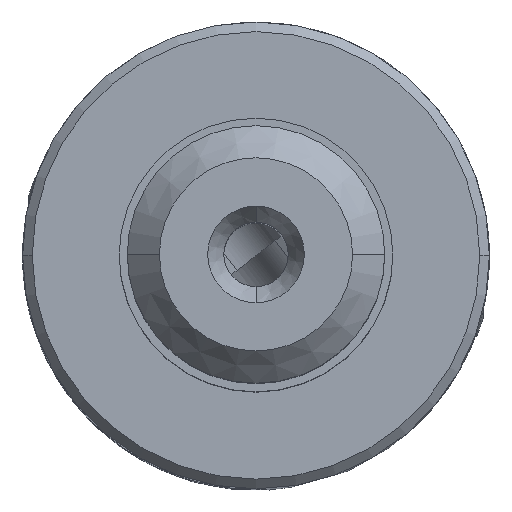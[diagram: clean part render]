
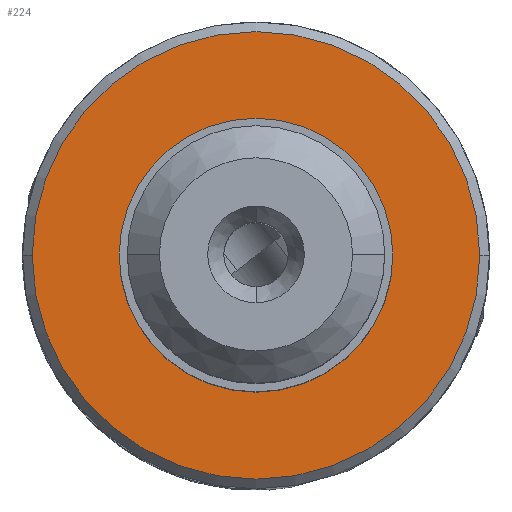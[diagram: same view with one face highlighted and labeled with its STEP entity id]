
A CAD part, top view. The second image highlights one B-rep face of the part: STEP entity #224.
In plain terms, the highlighted planar face has unit normal (0, 0, 1).
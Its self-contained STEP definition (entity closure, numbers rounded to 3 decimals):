
#91=FACE_BOUND('',#798,.T.);
#92=FACE_BOUND('',#799,.T.);
#158=PLANE('',#4608);
#224=ADVANCED_FACE('',(#91,#92),#158,.T.);
#798=EDGE_LOOP('',(#1601,#1602,#1603,#1604));
#799=EDGE_LOOP('',(#1605,#1606));
#1110=CIRCLE('',#4601,6.95);
#1111=CIRCLE('',#4602,6.95);
#1112=CIRCLE('',#4604,6.95);
#1113=CIRCLE('',#4605,6.95);
#1114=CIRCLE('',#4606,4.25);
#1115=CIRCLE('',#4607,4.25);
#1601=ORIENTED_EDGE('',*,*,#3406,.F.);
#1602=ORIENTED_EDGE('',*,*,#3407,.F.);
#1603=ORIENTED_EDGE('',*,*,#3405,.F.);
#1604=ORIENTED_EDGE('',*,*,#3404,.F.);
#1605=ORIENTED_EDGE('',*,*,#3408,.F.);
#1606=ORIENTED_EDGE('',*,*,#3409,.F.);
#2940=VERTEX_POINT('',#6837);
#2941=VERTEX_POINT('',#6839);
#2942=VERTEX_POINT('',#6841);
#2943=VERTEX_POINT('',#6845);
#2944=VERTEX_POINT('',#6848);
#2945=VERTEX_POINT('',#6849);
#3404=EDGE_CURVE('',#2941,#2942,#1110,.T.);
#3405=EDGE_CURVE('',#2942,#2940,#1111,.T.);
#3406=EDGE_CURVE('',#2943,#2941,#1112,.T.);
#3407=EDGE_CURVE('',#2940,#2943,#1113,.T.);
#3408=EDGE_CURVE('',#2944,#2945,#1114,.T.);
#3409=EDGE_CURVE('',#2945,#2944,#1115,.T.);
#4601=AXIS2_PLACEMENT_3D('',#6840,#5194,#5195);
#4602=AXIS2_PLACEMENT_3D('',#6842,#5196,#5197);
#4604=AXIS2_PLACEMENT_3D('',#6844,#5200,#5201);
#4605=AXIS2_PLACEMENT_3D('',#6846,#5202,#5203);
#4606=AXIS2_PLACEMENT_3D('',#6847,#5204,#5205);
#4607=AXIS2_PLACEMENT_3D('',#6850,#5206,#5207);
#4608=AXIS2_PLACEMENT_3D('',#6851,#5208,#5209);
#5194=DIRECTION('',(0.,0.,-1.));
#5195=DIRECTION('',(1.,0.,0.));
#5196=DIRECTION('',(0.,0.,-1.));
#5197=DIRECTION('',(0.,-1.,0.));
#5200=DIRECTION('',(0.,0.,-1.));
#5201=DIRECTION('',(0.,1.,0.));
#5202=DIRECTION('',(0.,0.,-1.));
#5203=DIRECTION('',(-1.,0.,0.));
#5204=DIRECTION('',(0.,0.,1.));
#5205=DIRECTION('',(1.,0.,0.));
#5206=DIRECTION('',(0.,0.,1.));
#5207=DIRECTION('',(-1.,0.,0.));
#5208=DIRECTION('',(0.,0.,1.));
#5209=DIRECTION('',(-1.,0.,0.));
#6837=CARTESIAN_POINT('',(-6.95,0.,0.));
#6839=CARTESIAN_POINT('',(6.95,0.,0.));
#6840=CARTESIAN_POINT('',(0.,0.,0.));
#6841=CARTESIAN_POINT('',(0.,-6.95,0.));
#6842=CARTESIAN_POINT('',(0.,0.,0.));
#6844=CARTESIAN_POINT('',(0.,0.,0.));
#6845=CARTESIAN_POINT('',(0.,6.95,0.));
#6846=CARTESIAN_POINT('',(0.,0.,0.));
#6847=CARTESIAN_POINT('',(0.,0.,0.));
#6848=CARTESIAN_POINT('',(4.25,0.,0.));
#6849=CARTESIAN_POINT('',(-4.25,0.,0.));
#6850=CARTESIAN_POINT('',(0.,0.,0.));
#6851=CARTESIAN_POINT('',(0.,0.001,0.));
